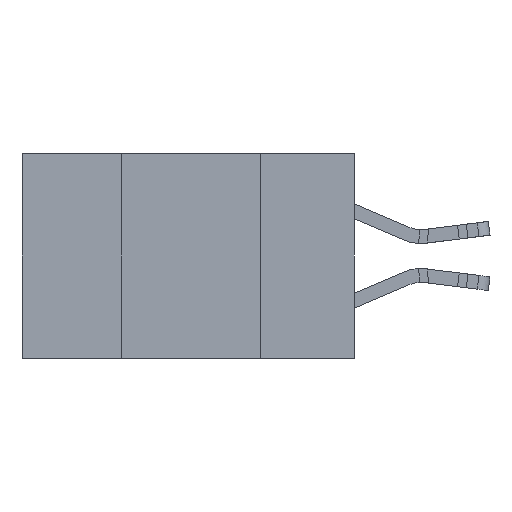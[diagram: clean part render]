
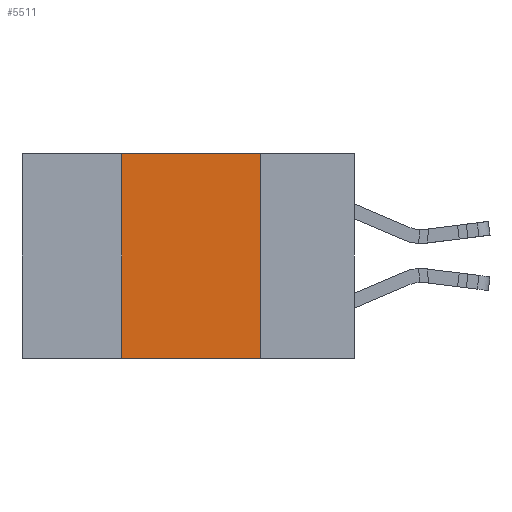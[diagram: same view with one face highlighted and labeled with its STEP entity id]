
A CAD part, left-side view. The second image highlights one B-rep face of the part: STEP entity #5511.
In plain terms, the highlighted planar face has unit normal (-1, 0, 0).
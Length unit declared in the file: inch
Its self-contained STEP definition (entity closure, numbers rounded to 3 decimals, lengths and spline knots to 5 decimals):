
#714 = ORIENTED_EDGE ( 'NONE', *, *, #21717, .F. ) ;
#882 = EDGE_LOOP ( 'NONE', ( #714, #16982, #9579, #18795 ) ) ;
#1584 = VERTEX_POINT ( 'NONE', #9107 ) ;
#1949 = CARTESIAN_POINT ( 'NONE',  ( 0., 0.6, -0.37 ) ) ;
#2746 = CARTESIAN_POINT ( 'NONE',  ( 0., 0.17, -0.37 ) ) ;
#3263 = PLANE ( 'NONE',  #21786 ) ;
#3481 = DIRECTION ( 'NONE',  ( 0., -1., 0. ) ) ;
#3613 = LINE ( 'NONE', #20216, #22903 ) ;
#4473 = LINE ( 'NONE', #21473, #22418 ) ;
#4833 = VERTEX_POINT ( 'NONE', #2746 ) ;
#5496 = DIRECTION ( 'NONE',  ( 0., 0., -1. ) ) ;
#5511 = ADVANCED_FACE ( 'NONE', ( #5921 ), #3263, .F. ) ;
#5921 = FACE_OUTER_BOUND ( 'NONE', #882, .T. ) ;
#8050 = CARTESIAN_POINT ( 'NONE',  ( 0., 0.42, -0.37 ) ) ;
#9107 = CARTESIAN_POINT ( 'NONE',  ( 0., 0.42, -0.37 ) ) ;
#9579 = ORIENTED_EDGE ( 'NONE', *, *, #12524, .F. ) ;
#9779 = DIRECTION ( 'NONE',  ( 0., 0., -1. ) ) ;
#9841 = DIRECTION ( 'NONE',  ( 1., 0., 0. ) ) ;
#12052 = EDGE_CURVE ( 'NONE', #1584, #4833, #21032, .T. ) ;
#12524 = EDGE_CURVE ( 'NONE', #1584, #12541, #23370, .T. ) ;
#12541 = VERTEX_POINT ( 'NONE', #18924 ) ;
#13286 = VECTOR ( 'NONE', #25594, 39.37008 ) ;
#13778 = VERTEX_POINT ( 'NONE', #20459 ) ;
#14167 = VECTOR ( 'NONE', #16733, 39.37008 ) ;
#16520 = CARTESIAN_POINT ( 'NONE',  ( 0., 0.6, 0. ) ) ;
#16733 = DIRECTION ( 'NONE',  ( 0., -1., 0. ) ) ;
#16982 = ORIENTED_EDGE ( 'NONE', *, *, #24314, .F. ) ;
#18795 = ORIENTED_EDGE ( 'NONE', *, *, #12052, .T. ) ;
#18924 = CARTESIAN_POINT ( 'NONE',  ( 0., 0.42, 0. ) ) ;
#20216 = CARTESIAN_POINT ( 'NONE',  ( 0., 0.6, 0. ) ) ;
#20459 = CARTESIAN_POINT ( 'NONE',  ( 0., 0.17, 0. ) ) ;
#21032 = LINE ( 'NONE', #1949, #14167 ) ;
#21473 = CARTESIAN_POINT ( 'NONE',  ( 0., 0.17, -0.37 ) ) ;
#21717 = EDGE_CURVE ( 'NONE', #13778, #4833, #4473, .T. ) ;
#21786 = AXIS2_PLACEMENT_3D ( 'NONE', #16520, #9841, #5496 ) ;
#22418 = VECTOR ( 'NONE', #9779, 39.37008 ) ;
#22903 = VECTOR ( 'NONE', #3481, 39.37008 ) ;
#23370 = LINE ( 'NONE', #8050, #13286 ) ;
#24314 = EDGE_CURVE ( 'NONE', #12541, #13778, #3613, .T. ) ;
#25594 = DIRECTION ( 'NONE',  ( 0., 0., 1. ) ) ;
